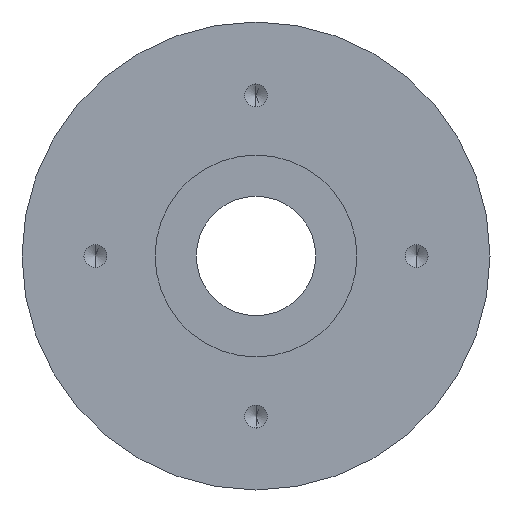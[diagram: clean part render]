
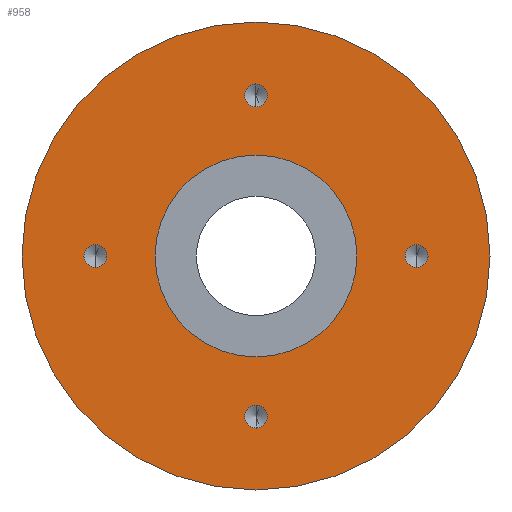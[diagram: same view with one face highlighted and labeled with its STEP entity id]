
A CAD part, left-side view. The second image highlights one B-rep face of the part: STEP entity #958.
In plain terms, the highlighted planar face has unit normal (-1, 0, 0).
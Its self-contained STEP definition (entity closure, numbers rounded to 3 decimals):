
#7 = AXIS2_PLACEMENT_3D ( 'NONE', #350, #687, #927 ) ;
#32 = DIRECTION ( 'NONE',  ( 1., 0., 0. ) ) ;
#33 = CIRCLE ( 'NONE', #1026, 2.5 ) ;
#42 = CARTESIAN_POINT ( 'NONE',  ( 0., 0., -32.5 ) ) ;
#65 = DIRECTION ( 'NONE',  ( -1., 0., 0. ) ) ;
#74 = DIRECTION ( 'NONE',  ( 0., 0., 1. ) ) ;
#125 = ORIENTED_EDGE ( 'NONE', *, *, #561, .F. ) ;
#126 = FACE_BOUND ( 'NONE', #817, .T. ) ;
#127 = ORIENTED_EDGE ( 'NONE', *, *, #1191, .F. ) ;
#168 = VERTEX_POINT ( 'NONE', #1170 ) ;
#171 = CIRCLE ( 'NONE', #1050, 2.5 ) ;
#176 = CIRCLE ( 'NONE', #1053, 2.5 ) ;
#182 = CARTESIAN_POINT ( 'NONE',  ( 0., 35., 0. ) ) ;
#189 = ORIENTED_EDGE ( 'NONE', *, *, #1020, .F. ) ;
#208 = DIRECTION ( 'NONE',  ( 0., 0., 1. ) ) ;
#221 = EDGE_CURVE ( 'NONE', #694, #1466, #999, .T. ) ;
#226 = ORIENTED_EDGE ( 'NONE', *, *, #221, .T. ) ;
#228 = CARTESIAN_POINT ( 'NONE',  ( 0., 0., 51. ) ) ;
#274 = CARTESIAN_POINT ( 'NONE',  ( 0., 35., 2.5 ) ) ;
#279 = DIRECTION ( 'NONE',  ( -1., 0., 0. ) ) ;
#289 = ORIENTED_EDGE ( 'NONE', *, *, #352, .F. ) ;
#311 = DIRECTION ( 'NONE',  ( 0., 1., 0. ) ) ;
#329 = ORIENTED_EDGE ( 'NONE', *, *, #808, .F. ) ;
#331 = ORIENTED_EDGE ( 'NONE', *, *, #1389, .F. ) ;
#334 = DIRECTION ( 'NONE',  ( -1., 0., 0. ) ) ;
#341 = CIRCLE ( 'NONE', #464, 2.5 ) ;
#350 = CARTESIAN_POINT ( 'NONE',  ( 0., 0., 0. ) ) ;
#352 = EDGE_CURVE ( 'NONE', #168, #987, #1130, .T. ) ;
#359 = DIRECTION ( 'NONE',  ( -1., 0., 0. ) ) ;
#372 = CARTESIAN_POINT ( 'NONE',  ( 0., 0., -37.5 ) ) ;
#377 = DIRECTION ( 'NONE',  ( 0., 0., 1. ) ) ;
#378 = VERTEX_POINT ( 'NONE', #589 ) ;
#398 = AXIS2_PLACEMENT_3D ( 'NONE', #914, #1278, #1392 ) ;
#428 = FACE_BOUND ( 'NONE', #1572, .T. ) ;
#433 = EDGE_CURVE ( 'NONE', #987, #168, #33, .T. ) ;
#434 = FACE_OUTER_BOUND ( 'NONE', #528, .T. ) ;
#436 = CARTESIAN_POINT ( 'NONE',  ( 0., 0., 32.5 ) ) ;
#439 = ORIENTED_EDGE ( 'NONE', *, *, #935, .F. ) ;
#440 = CARTESIAN_POINT ( 'NONE',  ( 0., 0., 0. ) ) ;
#452 = DIRECTION ( 'NONE',  ( 0., 0., 1. ) ) ;
#464 = AXIS2_PLACEMENT_3D ( 'NONE', #182, #787, #548 ) ;
#468 = AXIS2_PLACEMENT_3D ( 'NONE', #440, #359, #377 ) ;
#497 = DIRECTION ( 'NONE',  ( 0., 0., 1. ) ) ;
#528 = EDGE_LOOP ( 'NONE', ( #1040, #226 ) ) ;
#532 = DIRECTION ( 'NONE',  ( -1., 0., 0. ) ) ;
#548 = DIRECTION ( 'NONE',  ( 0., 0., 1. ) ) ;
#561 = EDGE_CURVE ( 'NONE', #775, #867, #341, .T. ) ;
#567 = DIRECTION ( 'NONE',  ( -1., 0., 0. ) ) ;
#571 = EDGE_CURVE ( 'NONE', #1411, #1099, #1555, .T. ) ;
#580 = CARTESIAN_POINT ( 'NONE',  ( 0., 35., -2.5 ) ) ;
#589 = CARTESIAN_POINT ( 'NONE',  ( 0., 0., 22. ) ) ;
#604 = CARTESIAN_POINT ( 'NONE',  ( 0., 0., 37.5 ) ) ;
#607 = EDGE_LOOP ( 'NONE', ( #289, #1244 ) ) ;
#649 = PLANE ( 'NONE',  #1299 ) ;
#679 = EDGE_LOOP ( 'NONE', ( #189, #125 ) ) ;
#681 = DIRECTION ( 'NONE',  ( 0., 0., 1. ) ) ;
#687 = DIRECTION ( 'NONE',  ( -1., 0., 0. ) ) ;
#694 = VERTEX_POINT ( 'NONE', #1138 ) ;
#775 = VERTEX_POINT ( 'NONE', #580 ) ;
#781 = VERTEX_POINT ( 'NONE', #1566 ) ;
#787 = DIRECTION ( 'NONE',  ( -1., 0., 0. ) ) ;
#808 = EDGE_CURVE ( 'NONE', #781, #378, #879, .T. ) ;
#809 = DIRECTION ( 'NONE',  ( -1., 0., 0. ) ) ;
#811 = CARTESIAN_POINT ( 'NONE',  ( 0., 0., 0. ) ) ;
#817 = EDGE_LOOP ( 'NONE', ( #1259, #329 ) ) ;
#839 = EDGE_LOOP ( 'NONE', ( #331, #439 ) ) ;
#840 = CARTESIAN_POINT ( 'NONE',  ( 0., -35., 0. ) ) ;
#845 = CARTESIAN_POINT ( 'NONE',  ( 0., 0., -35. ) ) ;
#855 = CIRCLE ( 'NONE', #1081, 2.5 ) ;
#867 = VERTEX_POINT ( 'NONE', #274 ) ;
#877 = AXIS2_PLACEMENT_3D ( 'NONE', #1157, #532, #74 ) ;
#879 = CIRCLE ( 'NONE', #1455, 22. ) ;
#905 = AXIS2_PLACEMENT_3D ( 'NONE', #1264, #65, #681 ) ;
#910 = FACE_BOUND ( 'NONE', #839, .T. ) ;
#914 = CARTESIAN_POINT ( 'NONE',  ( 0., 0., 0. ) ) ;
#926 = VERTEX_POINT ( 'NONE', #372 ) ;
#927 = DIRECTION ( 'NONE',  ( 0., 0., 1. ) ) ;
#935 = EDGE_CURVE ( 'NONE', #926, #1087, #171, .T. ) ;
#958 = ADVANCED_FACE ( 'NONE', ( #126, #1396, #910, #1029, #428, #434 ), #649, .F. ) ;
#968 = EDGE_CURVE ( 'NONE', #378, #781, #1028, .T. ) ;
#987 = VERTEX_POINT ( 'NONE', #1502 ) ;
#999 = CIRCLE ( 'NONE', #7, 51. ) ;
#1020 = EDGE_CURVE ( 'NONE', #867, #775, #1155, .T. ) ;
#1023 = CARTESIAN_POINT ( 'NONE',  ( 0., 0., -35. ) ) ;
#1026 = AXIS2_PLACEMENT_3D ( 'NONE', #1174, #567, #1474 ) ;
#1028 = CIRCLE ( 'NONE', #398, 22. ) ;
#1029 = FACE_BOUND ( 'NONE', #607, .T. ) ;
#1040 = ORIENTED_EDGE ( 'NONE', *, *, #1156, .T. ) ;
#1050 = AXIS2_PLACEMENT_3D ( 'NONE', #845, #1323, #497 ) ;
#1053 = AXIS2_PLACEMENT_3D ( 'NONE', #1023, #809, #452 ) ;
#1062 = ORIENTED_EDGE ( 'NONE', *, *, #571, .F. ) ;
#1081 = AXIS2_PLACEMENT_3D ( 'NONE', #1486, #279, #1372 ) ;
#1087 = VERTEX_POINT ( 'NONE', #42 ) ;
#1099 = VERTEX_POINT ( 'NONE', #604 ) ;
#1130 = CIRCLE ( 'NONE', #1452, 2.5 ) ;
#1138 = CARTESIAN_POINT ( 'NONE',  ( 0., 0., -51. ) ) ;
#1155 = CIRCLE ( 'NONE', #905, 2.5 ) ;
#1156 = EDGE_CURVE ( 'NONE', #1466, #694, #1202, .T. ) ;
#1157 = CARTESIAN_POINT ( 'NONE',  ( 0., 0., 35. ) ) ;
#1170 = CARTESIAN_POINT ( 'NONE',  ( 0., -35., 2.5 ) ) ;
#1174 = CARTESIAN_POINT ( 'NONE',  ( 0., -35., 0. ) ) ;
#1191 = EDGE_CURVE ( 'NONE', #1099, #1411, #855, .T. ) ;
#1202 = CIRCLE ( 'NONE', #468, 51. ) ;
#1244 = ORIENTED_EDGE ( 'NONE', *, *, #433, .F. ) ;
#1259 = ORIENTED_EDGE ( 'NONE', *, *, #968, .F. ) ;
#1264 = CARTESIAN_POINT ( 'NONE',  ( 0., 35., 0. ) ) ;
#1278 = DIRECTION ( 'NONE',  ( -1., 0., 0. ) ) ;
#1292 = DIRECTION ( 'NONE',  ( 0., 0., 1. ) ) ;
#1299 = AXIS2_PLACEMENT_3D ( 'NONE', #1374, #32, #311 ) ;
#1323 = DIRECTION ( 'NONE',  ( -1., 0., 0. ) ) ;
#1372 = DIRECTION ( 'NONE',  ( 0., 0., 1. ) ) ;
#1374 = CARTESIAN_POINT ( 'NONE',  ( 0., 51., 0. ) ) ;
#1389 = EDGE_CURVE ( 'NONE', #1087, #926, #176, .T. ) ;
#1392 = DIRECTION ( 'NONE',  ( 0., 0., 1. ) ) ;
#1396 = FACE_BOUND ( 'NONE', #679, .T. ) ;
#1411 = VERTEX_POINT ( 'NONE', #436 ) ;
#1417 = DIRECTION ( 'NONE',  ( -1., 0., 0. ) ) ;
#1452 = AXIS2_PLACEMENT_3D ( 'NONE', #840, #334, #1292 ) ;
#1455 = AXIS2_PLACEMENT_3D ( 'NONE', #811, #1417, #208 ) ;
#1466 = VERTEX_POINT ( 'NONE', #228 ) ;
#1474 = DIRECTION ( 'NONE',  ( 0., 0., 1. ) ) ;
#1486 = CARTESIAN_POINT ( 'NONE',  ( 0., 0., 35. ) ) ;
#1502 = CARTESIAN_POINT ( 'NONE',  ( 0., -35., -2.5 ) ) ;
#1555 = CIRCLE ( 'NONE', #877, 2.5 ) ;
#1566 = CARTESIAN_POINT ( 'NONE',  ( 0., 0., -22. ) ) ;
#1572 = EDGE_LOOP ( 'NONE', ( #127, #1062 ) ) ;
